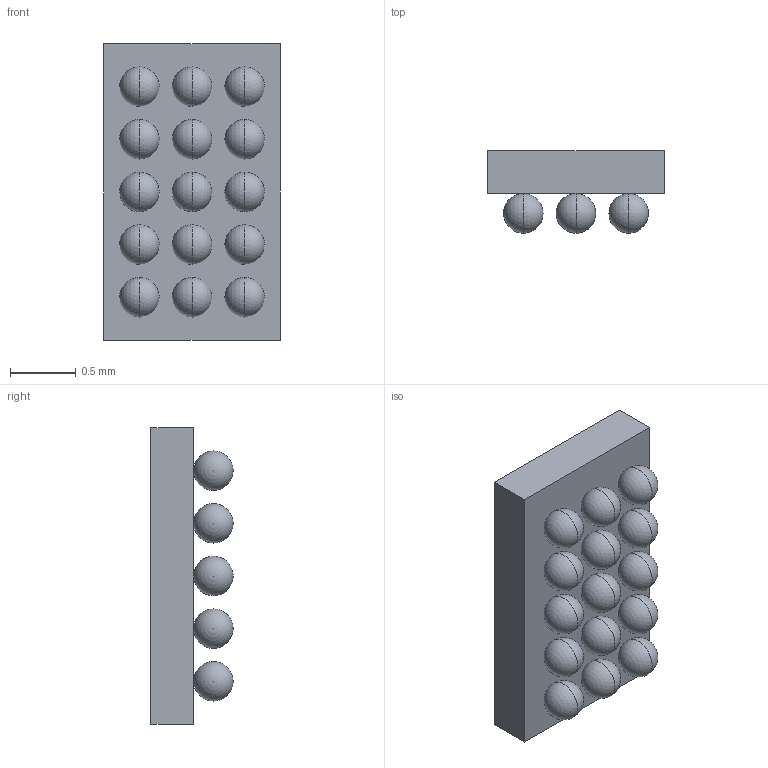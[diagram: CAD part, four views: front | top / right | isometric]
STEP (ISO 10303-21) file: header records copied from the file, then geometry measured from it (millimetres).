
FILE_DESCRIPTION (( 'STEP AP214' ), '1' );
FILE_NAME ('TPS63805YFFR.STEP', '2019-01-29T20:28:08', ( '' ), ( '' ), 'SwSTEP 2.0', 'SolidWorks 2017', '' );
FILE_SCHEMA (( 'AUTOMOTIVE_DESIGN' ));
Length unit declared in the file: millimetre
Products named in the file (1): TPS63805YFFR
Bounding box: 1.34 x 0.62 x 2.25 mm (x, y, z)
Volume: 1.2 mm3; surface area: 12.6 mm2
Topology: 16 solids, 16 shells, 36 faces, 117 edges, 83 vertices
Faces by surface type: sphere 30, plane 6
Entity records: 925 total; most frequent: DIRECTION 146, CARTESIAN_POINT 117, ORIENTED_EDGE 84, AXIS2_PLACEMENT_3D 67, EDGE_CURVE 42, VERTEX_POINT 38, ADVANCED_FACE 36, FACE_OUTER_BOUND 36
